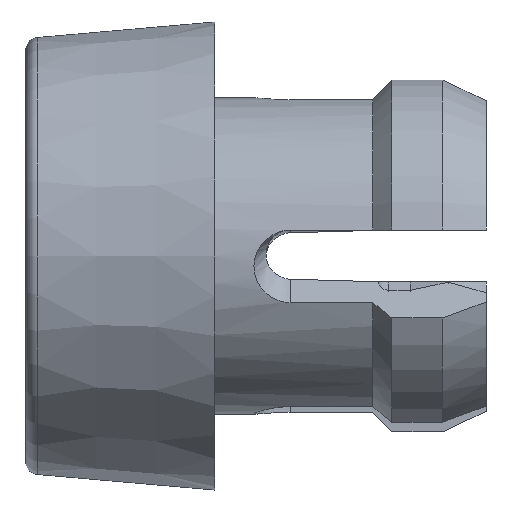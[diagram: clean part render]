
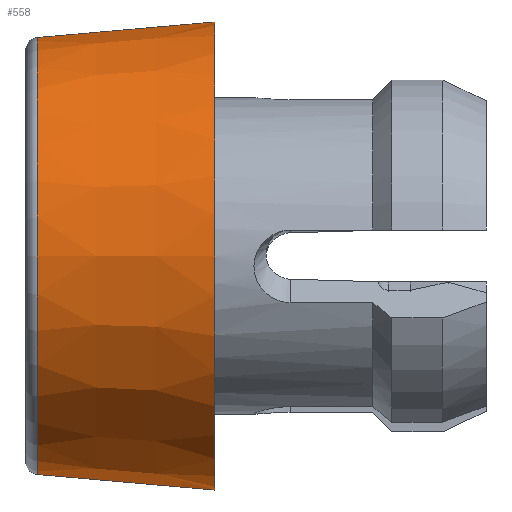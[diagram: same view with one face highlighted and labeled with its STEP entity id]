
A CAD part, front view. The second image highlights one B-rep face of the part: STEP entity #558.
In plain terms, the highlighted conical face has half-angle 5 degrees and reference radius 4.699 mm.
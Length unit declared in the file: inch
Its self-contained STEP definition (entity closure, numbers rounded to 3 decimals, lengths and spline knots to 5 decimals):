
#12 = CARTESIAN_POINT ( 'NONE',  ( -0.04928, -0.006, -0.185 ) ) ;
#86 = EDGE_CURVE ( 'NONE', #2221, #1881, #2242, .T. ) ;
#106 = VERTEX_POINT ( 'NONE', #556 ) ;
#116 = CARTESIAN_POINT ( 'NONE',  ( -0.04928, -0.006, 0.185 ) ) ;
#238 = DIRECTION ( 'NONE',  ( 0., 0., -1. ) ) ;
#249 = DIRECTION ( 'NONE',  ( 1., 0., 0. ) ) ;
#257 = CARTESIAN_POINT ( 'NONE',  ( -0.18947, -0.006, 0. ) ) ;
#297 = CARTESIAN_POINT ( 'NONE',  ( -0.04928, -0.006, 0.185 ) ) ;
#299 = LINE ( 'NONE', #12, #2520 ) ;
#315 = ORIENTED_EDGE ( 'NONE', *, *, #956, .T. ) ;
#326 = LINE ( 'NONE', #116, #2179 ) ;
#446 = AXIS2_PLACEMENT_3D ( 'NONE', #2053, #2460, #975 ) ;
#502 = CARTESIAN_POINT ( 'NONE',  ( -0.04928, -0.006, -0.185 ) ) ;
#556 = CARTESIAN_POINT ( 'NONE',  ( -0.18947, -0.006, -0.17274 ) ) ;
#558 = ADVANCED_FACE ( 'NONE', ( #2004 ), #1769, .T. ) ;
#956 = EDGE_CURVE ( 'NONE', #1171, #106, #2613, .T. ) ;
#975 = DIRECTION ( 'NONE',  ( 0., 0., -1. ) ) ;
#1148 = CARTESIAN_POINT ( 'NONE',  ( -0.04928, -0.006, 0. ) ) ;
#1171 = VERTEX_POINT ( 'NONE', #1942 ) ;
#1345 = ORIENTED_EDGE ( 'NONE', *, *, #2391, .F. ) ;
#1688 = DIRECTION ( 'NONE',  ( 0.996, 0., -0.087 ) ) ;
#1769 = CONICAL_SURFACE ( 'NONE', #2215, 0.185, 0.087 ) ;
#1832 = DIRECTION ( 'NONE',  ( 0.996, 0., 0.087 ) ) ;
#1881 = VERTEX_POINT ( 'NONE', #502 ) ;
#1921 = AXIS2_PLACEMENT_3D ( 'NONE', #257, #249, #238 ) ;
#1942 = CARTESIAN_POINT ( 'NONE',  ( -0.18947, -0.006, 0.17274 ) ) ;
#2004 = FACE_OUTER_BOUND ( 'NONE', #2118, .T. ) ;
#2053 = CARTESIAN_POINT ( 'NONE',  ( -0.04928, -0.006, 0. ) ) ;
#2118 = EDGE_LOOP ( 'NONE', ( #1345, #315, #2625, #2764 ) ) ;
#2179 = VECTOR ( 'NONE', #1832, 39.37008 ) ;
#2206 = DIRECTION ( 'NONE',  ( 0., 0., -1. ) ) ;
#2215 = AXIS2_PLACEMENT_3D ( 'NONE', #1148, #2222, #2206 ) ;
#2221 = VERTEX_POINT ( 'NONE', #297 ) ;
#2222 = DIRECTION ( 'NONE',  ( 1., 0., 0. ) ) ;
#2242 = CIRCLE ( 'NONE', #446, 0.185 ) ;
#2391 = EDGE_CURVE ( 'NONE', #1171, #2221, #326, .T. ) ;
#2432 = EDGE_CURVE ( 'NONE', #106, #1881, #299, .T. ) ;
#2460 = DIRECTION ( 'NONE',  ( 1., 0., 0. ) ) ;
#2520 = VECTOR ( 'NONE', #1688, 39.37008 ) ;
#2613 = CIRCLE ( 'NONE', #1921, 0.17274 ) ;
#2625 = ORIENTED_EDGE ( 'NONE', *, *, #2432, .T. ) ;
#2764 = ORIENTED_EDGE ( 'NONE', *, *, #86, .F. ) ;
